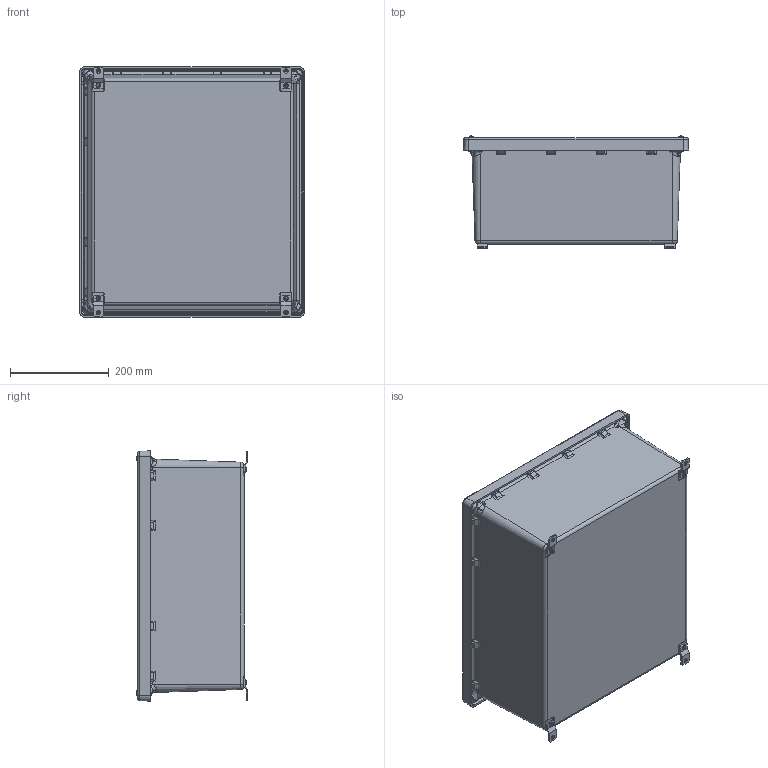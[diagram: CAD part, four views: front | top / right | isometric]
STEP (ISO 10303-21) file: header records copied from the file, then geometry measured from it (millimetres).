
FILE_DESCRIPTION (( 'STEP AP203' ), '1' );
FILE_NAME ('AM1868.step', '2014-04-01T12:40:48', ( 'admin' ), ( 'Microsoft' ), 'SwSTEP 2.0', 'SolidWorks 2014', '' );
FILE_SCHEMA (( 'CONFIG_CONTROL_DESIGN' ));
Length unit declared in the file: inch
Products named in the file (9): 707 D-40258_SMC PART; 706 D-40254; 55-103275_PreviewCfg; 70-006ORING; 55-1032716_SL-PHMS 0.19-32x0.3125x0.3125-N; WFOOT; 70-60826-1; 55-1032516_PreviewCfg; AM1868
Assembly tree (23 placements, depth 2):
  AM1868
    707 D-40258_SMC PART
    706 D-40254
    55-103275_PreviewCfg  x4
    70-006ORING  x4
    55-1032716_SL-PHMS 0.19-32x0.3125x0.3125-N  x4
    WFOOT  x4
    70-60826-1
    55-1032516_PreviewCfg  x4
Bounding box: 457.2 x 226.45 x 508 mm (x, y, z)
Volume: 3403815.6 mm3; surface area: 2032192 mm2
Topology: 23 solids, 23 shells, 1726 faces, 4245 edges, 2554 vertices
Faces by surface type: cylinder 515, plane 394, bspline 369, cone 314, torus 124, sphere 10
Entity records: 47393 total; most frequent: CARTESIAN_POINT 20889, ORIENTED_EDGE 5790, DIRECTION 4757, EDGE_CURVE 2895, AXIS2_PLACEMENT_3D 1915, VERTEX_POINT 1732, EDGE_LOOP 1261, FACE_OUTER_BOUND 1213
